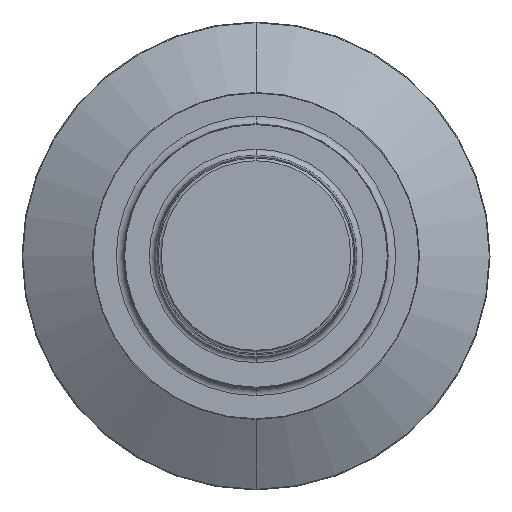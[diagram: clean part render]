
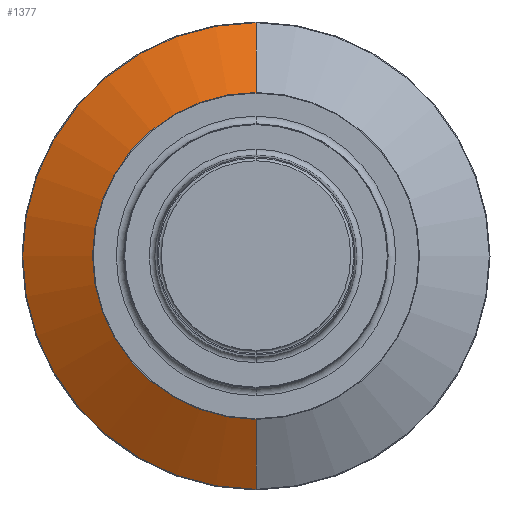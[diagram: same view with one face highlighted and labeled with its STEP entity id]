
A CAD part, top view. The second image highlights one B-rep face of the part: STEP entity #1377.
In plain terms, the highlighted conical face has half-angle 60.009 degrees and reference radius 6.655 mm.
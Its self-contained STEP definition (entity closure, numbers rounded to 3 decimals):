
#1137=CARTESIAN_POINT('',(0.,0.,0.37));
#1138=DIRECTION('',(0.,0.,-1.));
#1139=DIRECTION('',(0.,1.,0.));
#1140=AXIS2_PLACEMENT_3D('',#1137,#1138,#1139);
#1145=DIRECTION('',(0.,0.866,0.5));
#1146=VECTOR('',#1145,2.706);
#1147=CARTESIAN_POINT('',(0.,5.483,0.37));
#1148=LINE('',#1147,#1146);
#1152=DIRECTION('',(0.,-0.866,0.5));
#1153=VECTOR('',#1152,2.706);
#1154=CARTESIAN_POINT('',(0.,-5.483,0.37));
#1155=LINE('',#1154,#1153);
#1191=CARTESIAN_POINT('',(0.,0.,1.723));
#1192=DIRECTION('',(0.,0.,-1.));
#1193=DIRECTION('',(0.,1.,0.));
#1194=AXIS2_PLACEMENT_3D('',#1191,#1192,#1193);
#1267=CARTESIAN_POINT('',(0.,5.483,0.37));
#1268=CARTESIAN_POINT('',(0.,7.827,1.723));
#1269=VERTEX_POINT('',#1267);
#1270=VERTEX_POINT('',#1268);
#1281=CARTESIAN_POINT('',(0.,-5.483,0.37));
#1282=CARTESIAN_POINT('',(0.,-7.827,1.723));
#1283=VERTEX_POINT('',#1281);
#1284=VERTEX_POINT('',#1282);
#1363=CARTESIAN_POINT('',(0.,0.,1.046));
#1364=DIRECTION('',(0.,0.,1.));
#1365=DIRECTION('',(0.,1.,0.));
#1366=AXIS2_PLACEMENT_3D('',#1363,#1364,#1365);
#1367=CONICAL_SURFACE('',#1366,6.655,60.009);
#1369=ORIENTED_EDGE('',*,*,#1368,.F.);
#1370=ORIENTED_EDGE('',*,*,#1352,.T.);
#1372=ORIENTED_EDGE('',*,*,#1371,.T.);
#1374=ORIENTED_EDGE('',*,*,#1373,.F.);
#1375=EDGE_LOOP('',(#1369,#1370,#1372,#1374));
#1376=FACE_OUTER_BOUND('',#1375,.F.);
#1377=ADVANCED_FACE('',(#1376),#1367,.T.);
#1141=CIRCLE('',#1140,5.483);
#1195=CIRCLE('',#1194,7.827);
#1352=EDGE_CURVE('',#1269,#1283,#1141,.T.);
#1368=EDGE_CURVE('',#1269,#1270,#1148,.T.);
#1371=EDGE_CURVE('',#1283,#1284,#1155,.T.);
#1373=EDGE_CURVE('',#1270,#1284,#1195,.T.);
